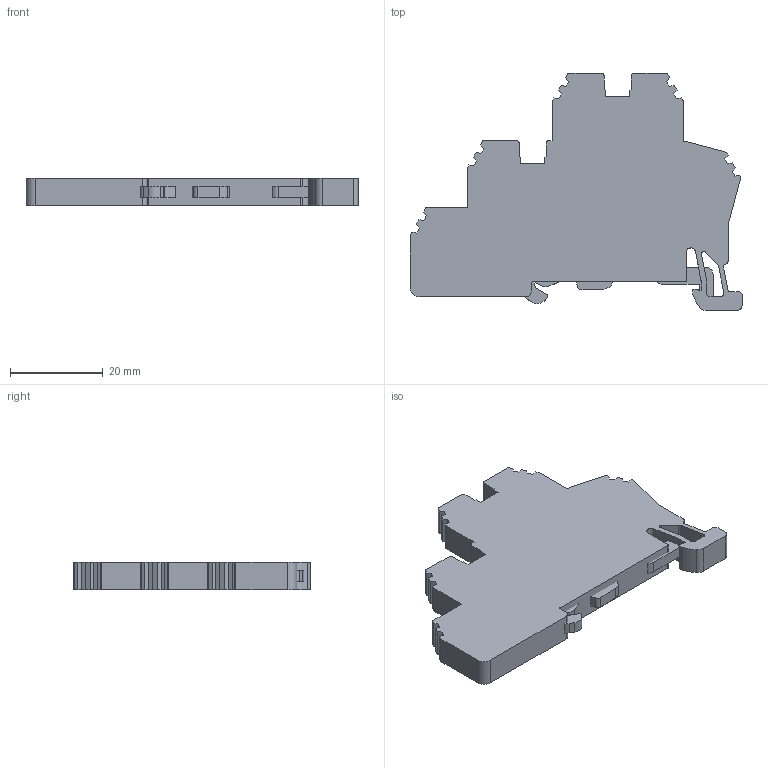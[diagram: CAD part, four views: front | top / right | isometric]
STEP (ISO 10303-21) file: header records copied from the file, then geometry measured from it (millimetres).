
FILE_DESCRIPTION (( 'STEP AP214' ), '1' );
FILE_NAME ('KN-DG12.step', '2015-05-04T11:25:00', ( '' ), ( '' ), 'SwSTEP 2.0', 'SolidWorks 2014', '' );
FILE_SCHEMA (( 'AUTOMOTIVE_DESIGN' ));
Length unit declared in the file: millimetre
Products named in the file (1): KN-DG12
Bounding box: 71.7 x 51.2 x 6 mm (x, y, z)
Volume: 13889.8 mm3; surface area: 7034.5 mm2
Topology: 4 solids, 4 shells, 201 faces, 579 edges, 386 vertices
Faces by surface type: plane 145, cylinder 56
Entity records: 7037 total; most frequent: CARTESIAN_POINT 1167, ORIENTED_EDGE 1158, DIRECTION 1095, EDGE_CURVE 579, VECTOR 467, LINE 467, VERTEX_POINT 386, AXIS2_PLACEMENT_3D 314
